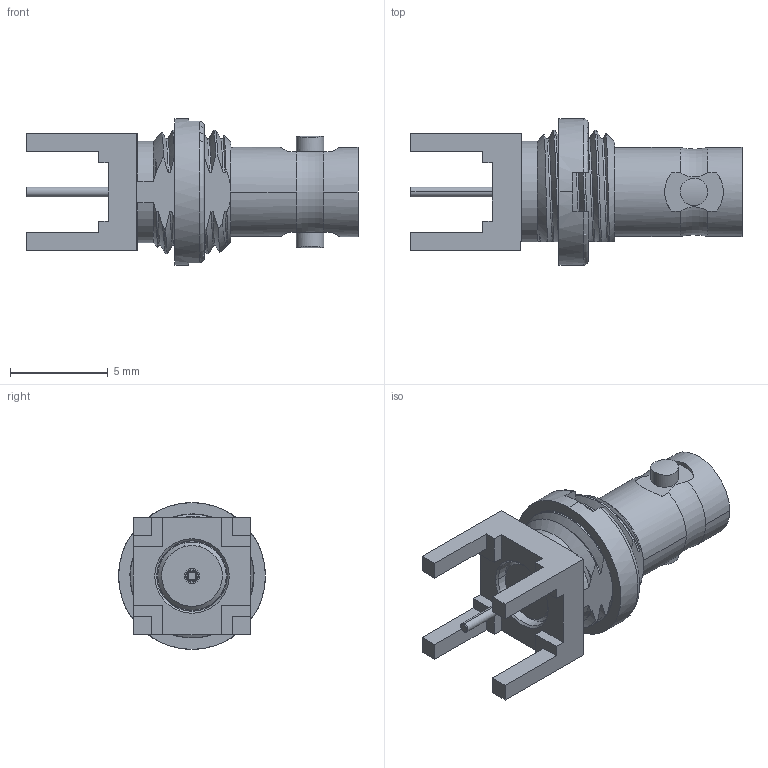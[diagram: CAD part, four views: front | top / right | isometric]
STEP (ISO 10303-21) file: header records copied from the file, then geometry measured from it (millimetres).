
FILE_DESCRIPTION((''),'2;1');
FILE_NAME('34-1028','2016-03-22T',('Anand'),(''),'PRO/ENGINEER BY PARAMETRIC TECHNOLOGY CORPORATION, 2014440','PRO/ENGINEER BY PARAMETRIC TECHNOLOGY CORPORATION, 2014440','');
FILE_SCHEMA(('CONFIG_CONTROL_DESIGN'));
Length unit declared in the file: millimetre
Products named in the file (1): 34-1028
Bounding box: 16.96 x 7.5 x 7.5 mm (x, y, z)
Surface area: 710 mm2 (no closed solid volume)
Topology: 0 solids, 7 shells, 171 faces, 459 edges, 301 vertices
Faces by surface type: plane 59, cylinder 48, bspline 36, cone 24, torus 4
Entity records: 13014 total; most frequent: CARTESIAN_POINT 8969, ORIENTED_EDGE 884, DIRECTION 720, EDGE_CURVE 457, VERTEX_POINT 301, AXIS2_PLACEMENT_3D 253, VECTOR 214, LINE 214
